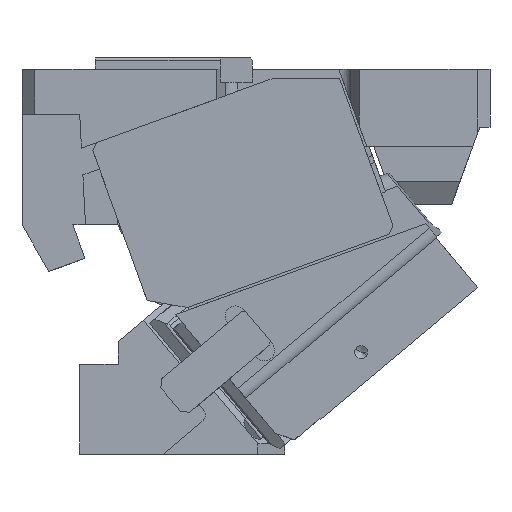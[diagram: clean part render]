
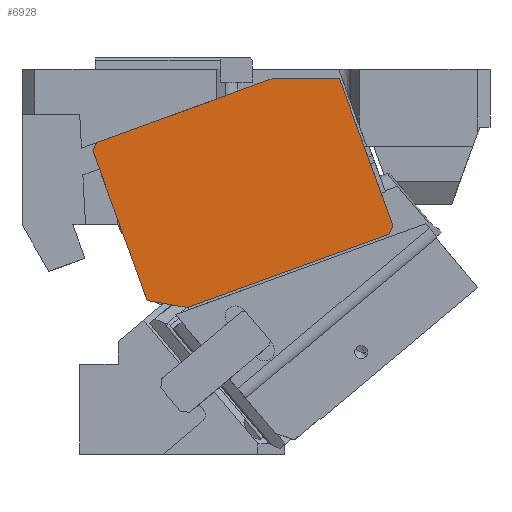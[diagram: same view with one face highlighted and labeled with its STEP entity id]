
A CAD part, front view. The second image highlights one B-rep face of the part: STEP entity #6928.
In plain terms, the highlighted planar face has unit normal (0, -1, 0).
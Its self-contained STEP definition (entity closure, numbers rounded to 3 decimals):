
#4687=CARTESIAN_POINT('Vertex',(-226.788,-126.,242.93)) ;
#4690=CARTESIAN_POINT('Line Origine',(-179.369,-126.,260.189)) ;
#4694=CARTESIAN_POINT('Vertex',(-131.949,-126.,277.448)) ;
#5382=CARTESIAN_POINT('Vertex',(-156.221,-126.,114.308)) ;
#5385=CARTESIAN_POINT('Line Origine',(-171.755,-126.,117.047)) ;
#5389=CARTESIAN_POINT('Vertex',(-187.289,-126.,119.787)) ;
#5415=CARTESIAN_POINT('Vertex',(1.346,-126.,171.658)) ;
#5418=CARTESIAN_POINT('Line Origine',(-77.437,-126.,142.983)) ;
#5436=CARTESIAN_POINT('Vertex',(4.335,-126.,178.067)) ;
#5439=CARTESIAN_POINT('Line Origine',(2.841,-126.,174.862)) ;
#5473=CARTESIAN_POINT('Vertex',(-37.392,-126.,292.709)) ;
#5478=CARTESIAN_POINT('Line Origine',(-16.529,-126.,235.388)) ;
#6253=CARTESIAN_POINT('Line Origine',(-123.474,-126.,280.533)) ;
#6257=CARTESIAN_POINT('Vertex',(-115.,-126.,283.617)) ;
#6390=CARTESIAN_POINT('Line Origine',(-102.51,-126.,288.163)) ;
#6394=CARTESIAN_POINT('Vertex',(-90.02,-126.,292.709)) ;
#6609=CARTESIAN_POINT('Line Origine',(-63.972,-126.,292.709)) ;
#6613=CARTESIAN_POINT('Vertex',(-37.924,-126.,292.709)) ;
#6616=CARTESIAN_POINT('Line Origine',(-37.658,-126.,292.709)) ;
#6898=CARTESIAN_POINT('Axis2P3D Location',(-231.487,-126.,241.22)) ;
#6903=CARTESIAN_POINT('Line Origine',(-228.282,-126.,239.726)) ;
#6907=CARTESIAN_POINT('Vertex',(-229.777,-126.,236.521)) ;
#6910=CARTESIAN_POINT('Line Origine',(-208.533,-126.,178.154)) ;
#4691=DIRECTION('Vector Direction',(-0.94,0.,-0.342)) ;
#5386=DIRECTION('Vector Direction',(-0.985,0.,0.174)) ;
#5419=DIRECTION('Vector Direction',(0.94,0.,0.342)) ;
#5440=DIRECTION('Vector Direction',(0.423,0.,0.906)) ;
#5479=DIRECTION('Vector Direction',(0.342,0.,-0.94)) ;
#6254=DIRECTION('Vector Direction',(-0.94,0.,-0.342)) ;
#6391=DIRECTION('Vector Direction',(-0.94,0.,-0.342)) ;
#6610=DIRECTION('Vector Direction',(1.,0.,0.)) ;
#6617=DIRECTION('Vector Direction',(1.,0.,0.)) ;
#6899=DIRECTION('Axis2P3D Direction',(0.,1.,0.)) ;
#6900=DIRECTION('Axis2P3D XDirection',(0.342,0.,-0.94)) ;
#6904=DIRECTION('Vector Direction',(-0.423,0.,-0.906)) ;
#6911=DIRECTION('Vector Direction',(-0.342,0.,0.94)) ;
#6901=AXIS2_PLACEMENT_3D('Plane Axis2P3D',#6898,#6899,#6900) ;
#6916=ORIENTED_EDGE('',*,*,#6620,.F.) ;
#6917=ORIENTED_EDGE('',*,*,#6615,.F.) ;
#6918=ORIENTED_EDGE('',*,*,#6396,.T.) ;
#6919=ORIENTED_EDGE('',*,*,#6259,.T.) ;
#6920=ORIENTED_EDGE('',*,*,#4696,.T.) ;
#6921=ORIENTED_EDGE('',*,*,#6909,.T.) ;
#6922=ORIENTED_EDGE('',*,*,#6914,.F.) ;
#6923=ORIENTED_EDGE('',*,*,#5391,.F.) ;
#6924=ORIENTED_EDGE('',*,*,#5422,.T.) ;
#6925=ORIENTED_EDGE('',*,*,#5443,.T.) ;
#6926=ORIENTED_EDGE('',*,*,#5482,.F.) ;
#4692=VECTOR('Line Direction',#4691,1.) ;
#5387=VECTOR('Line Direction',#5386,1.) ;
#5420=VECTOR('Line Direction',#5419,1.) ;
#5441=VECTOR('Line Direction',#5440,1.) ;
#5480=VECTOR('Line Direction',#5479,1.) ;
#6255=VECTOR('Line Direction',#6254,1.) ;
#6392=VECTOR('Line Direction',#6391,1.) ;
#6611=VECTOR('Line Direction',#6610,1.) ;
#6618=VECTOR('Line Direction',#6617,1.) ;
#6905=VECTOR('Line Direction',#6904,1.) ;
#6912=VECTOR('Line Direction',#6911,1.) ;
#6928=ADVANCED_FACE('CAM HOLDER',(#6927),#6902,.F.) ;
#4696=EDGE_CURVE('',#4695,#4688,#4693,.T.) ;
#5391=EDGE_CURVE('',#5383,#5390,#5388,.T.) ;
#5422=EDGE_CURVE('',#5383,#5416,#5421,.T.) ;
#5443=EDGE_CURVE('',#5416,#5437,#5442,.T.) ;
#5482=EDGE_CURVE('',#5474,#5437,#5481,.T.) ;
#6259=EDGE_CURVE('',#6258,#4695,#6256,.T.) ;
#6396=EDGE_CURVE('',#6395,#6258,#6393,.T.) ;
#6615=EDGE_CURVE('',#6395,#6614,#6612,.T.) ;
#6620=EDGE_CURVE('',#6614,#5474,#6619,.T.) ;
#6909=EDGE_CURVE('',#4688,#6908,#6906,.T.) ;
#6914=EDGE_CURVE('',#5390,#6908,#6913,.T.) ;
#6915=EDGE_LOOP('',(#6916,#6917,#6918,#6919,#6920,#6921,#6922,#6923,#6924,#6925,#6926)) ;
#6927=FACE_OUTER_BOUND('',#6915,.T.) ;
#4693=LINE('Line',#4690,#4692) ;
#5388=LINE('Line',#5385,#5387) ;
#5421=LINE('Line',#5418,#5420) ;
#5442=LINE('Line',#5439,#5441) ;
#5481=LINE('Line',#5478,#5480) ;
#6256=LINE('Line',#6253,#6255) ;
#6393=LINE('Line',#6390,#6392) ;
#6612=LINE('Line',#6609,#6611) ;
#6619=LINE('Line',#6616,#6618) ;
#6906=LINE('Line',#6903,#6905) ;
#6913=LINE('Line',#6910,#6912) ;
#6902=PLANE('Plane',#6901) ;
#4688=VERTEX_POINT('',#4687) ;
#4695=VERTEX_POINT('',#4694) ;
#5383=VERTEX_POINT('',#5382) ;
#5390=VERTEX_POINT('',#5389) ;
#5416=VERTEX_POINT('',#5415) ;
#5437=VERTEX_POINT('',#5436) ;
#5474=VERTEX_POINT('',#5473) ;
#6258=VERTEX_POINT('',#6257) ;
#6395=VERTEX_POINT('',#6394) ;
#6614=VERTEX_POINT('',#6613) ;
#6908=VERTEX_POINT('',#6907) ;
